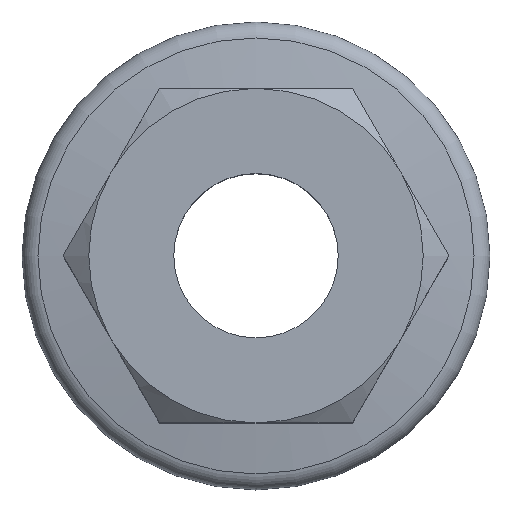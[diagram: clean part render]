
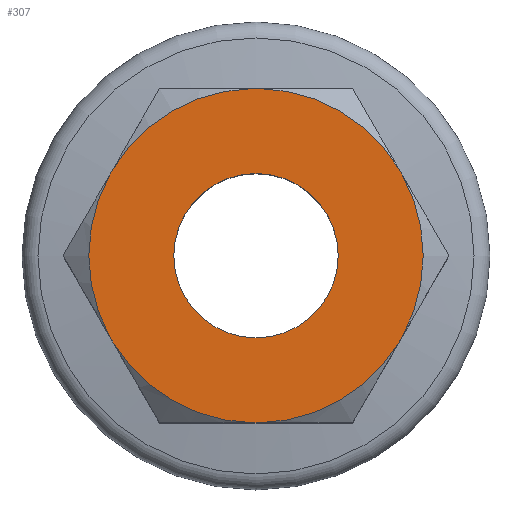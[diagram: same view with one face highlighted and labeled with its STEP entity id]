
A CAD part, top view. The second image highlights one B-rep face of the part: STEP entity #307.
In plain terms, the highlighted planar face has unit normal (0, 0, 1).
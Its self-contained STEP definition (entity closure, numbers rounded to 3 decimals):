
#44=LINE('',#470,#56);
#47=LINE('',#488,#59);
#48=LINE('',#502,#60);
#50=LINE('',#518,#62);
#52=LINE('',#534,#64);
#54=LINE('',#549,#66);
#56=VECTOR('',#377,1000.);
#59=VECTOR('',#384,1000.);
#60=VECTOR('',#389,1000.);
#62=VECTOR('',#395,1000.);
#64=VECTOR('',#401,1000.);
#66=VECTOR('',#407,1000.);
#103=ORIENTED_EDGE('',*,*,#160,.T.);
#104=ORIENTED_EDGE('',*,*,#181,.F.);
#105=ORIENTED_EDGE('',*,*,#154,.T.);
#106=ORIENTED_EDGE('',*,*,#182,.F.);
#107=ORIENTED_EDGE('',*,*,#179,.T.);
#108=ORIENTED_EDGE('',*,*,#183,.F.);
#109=ORIENTED_EDGE('',*,*,#174,.T.);
#110=ORIENTED_EDGE('',*,*,#184,.F.);
#111=ORIENTED_EDGE('',*,*,#169,.T.);
#112=ORIENTED_EDGE('',*,*,#185,.F.);
#113=ORIENTED_EDGE('',*,*,#164,.T.);
#114=ORIENTED_EDGE('',*,*,#186,.F.);
#115=ORIENTED_EDGE('',*,*,#187,.T.);
#154=EDGE_CURVE('',#197,#196,#44,.F.);
#160=EDGE_CURVE('',#202,#201,#47,.T.);
#164=EDGE_CURVE('',#205,#204,#48,.F.);
#169=EDGE_CURVE('',#209,#208,#50,.F.);
#174=EDGE_CURVE('',#213,#212,#52,.F.);
#179=EDGE_CURVE('',#216,#215,#54,.F.);
#181=EDGE_CURVE('',#197,#201,#229,.T.);
#182=EDGE_CURVE('',#216,#196,#230,.T.);
#183=EDGE_CURVE('',#213,#215,#231,.T.);
#184=EDGE_CURVE('',#209,#212,#232,.T.);
#185=EDGE_CURVE('',#205,#208,#233,.T.);
#186=EDGE_CURVE('',#202,#204,#234,.T.);
#187=EDGE_CURVE('',#217,#217,#235,.T.);
#196=VERTEX_POINT('',#469);
#197=VERTEX_POINT('',#471);
#201=VERTEX_POINT('',#487);
#202=VERTEX_POINT('',#489);
#204=VERTEX_POINT('',#501);
#205=VERTEX_POINT('',#503);
#208=VERTEX_POINT('',#517);
#209=VERTEX_POINT('',#519);
#212=VERTEX_POINT('',#533);
#213=VERTEX_POINT('',#535);
#215=VERTEX_POINT('',#548);
#216=VERTEX_POINT('',#550);
#217=VERTEX_POINT('',#563);
#229=CIRCLE('',#346,5.001);
#230=CIRCLE('',#347,5.001);
#231=CIRCLE('',#348,5.001);
#232=CIRCLE('',#349,5.001);
#233=CIRCLE('',#350,5.001);
#234=CIRCLE('',#351,5.001);
#235=CIRCLE('',#352,2.459);
#247=EDGE_LOOP('',(#103,#104,#105,#106,#107,#108,#109,#110,#111,#112,#113,
#114));
#248=EDGE_LOOP('',(#115));
#273=FACE_BOUND('',#247,.T.);
#274=FACE_BOUND('',#248,.T.);
#299=PLANE('',#345);
#307=ADVANCED_FACE('',(#273,#274),#299,.F.);
#345=AXIS2_PLACEMENT_3D('',#555,#408,#409);
#346=AXIS2_PLACEMENT_3D('',#556,#410,#411);
#347=AXIS2_PLACEMENT_3D('',#557,#412,#413);
#348=AXIS2_PLACEMENT_3D('',#558,#414,#415);
#349=AXIS2_PLACEMENT_3D('',#559,#416,#417);
#350=AXIS2_PLACEMENT_3D('',#560,#418,#419);
#351=AXIS2_PLACEMENT_3D('',#561,#420,#421);
#352=AXIS2_PLACEMENT_3D('',#562,#422,#423);
#377=DIRECTION('',(0.5,0.866,0.));
#384=DIRECTION('',(-1.,0.,0.));
#389=DIRECTION('',(0.5,-0.866,0.));
#395=DIRECTION('',(-0.5,-0.866,0.));
#401=DIRECTION('',(-1.,0.,0.));
#407=DIRECTION('',(-0.5,0.866,0.));
#408=DIRECTION('',(0.,0.,-1.));
#409=DIRECTION('',(-1.,0.,0.));
#410=DIRECTION('',(0.,0.,-1.));
#411=DIRECTION('',(-1.,0.,0.));
#412=DIRECTION('',(0.,0.,-1.));
#413=DIRECTION('',(-1.,0.,0.));
#414=DIRECTION('',(0.,0.,-1.));
#415=DIRECTION('',(-1.,0.,0.));
#416=DIRECTION('',(0.,0.,-1.));
#417=DIRECTION('',(-1.,0.,0.));
#418=DIRECTION('',(0.,0.,-1.));
#419=DIRECTION('',(-1.,0.,0.));
#420=DIRECTION('',(0.,0.,-1.));
#421=DIRECTION('',(-1.,0.,0.));
#422=DIRECTION('',(0.,0.,-1.));
#423=DIRECTION('',(-1.,0.,0.));
#469=CARTESIAN_POINT('',(-4.38,2.413,6.));
#470=CARTESIAN_POINT('',(-4.38,2.413,6.));
#471=CARTESIAN_POINT('',(-4.28,2.587,6.));
#487=CARTESIAN_POINT('',(-0.1,5.,6.));
#488=CARTESIAN_POINT('',(2.887,5.,6.));
#489=CARTESIAN_POINT('',(0.1,5.,6.));
#501=CARTESIAN_POINT('',(4.28,2.587,6.));
#502=CARTESIAN_POINT('',(4.28,2.587,6.));
#503=CARTESIAN_POINT('',(4.38,2.413,6.));
#517=CARTESIAN_POINT('',(4.38,-2.413,6.));
#518=CARTESIAN_POINT('',(4.38,-2.413,6.));
#519=CARTESIAN_POINT('',(4.28,-2.587,6.));
#533=CARTESIAN_POINT('',(0.1,-5.,6.));
#534=CARTESIAN_POINT('',(0.,-5.,6.));
#535=CARTESIAN_POINT('',(-0.1,-5.,6.));
#548=CARTESIAN_POINT('',(-4.28,-2.587,6.));
#549=CARTESIAN_POINT('',(-4.28,-2.587,6.));
#550=CARTESIAN_POINT('',(-4.38,-2.413,6.));
#555=CARTESIAN_POINT('',(0.,0.,6.));
#556=CARTESIAN_POINT('',(0.,0.,6.));
#557=CARTESIAN_POINT('',(0.,0.,6.));
#558=CARTESIAN_POINT('',(0.,0.,6.));
#559=CARTESIAN_POINT('',(0.,0.,6.));
#560=CARTESIAN_POINT('',(0.,0.,6.));
#561=CARTESIAN_POINT('',(0.,0.,6.));
#562=CARTESIAN_POINT('',(0.,0.,6.));
#563=CARTESIAN_POINT('',(-2.459,0.,6.));
